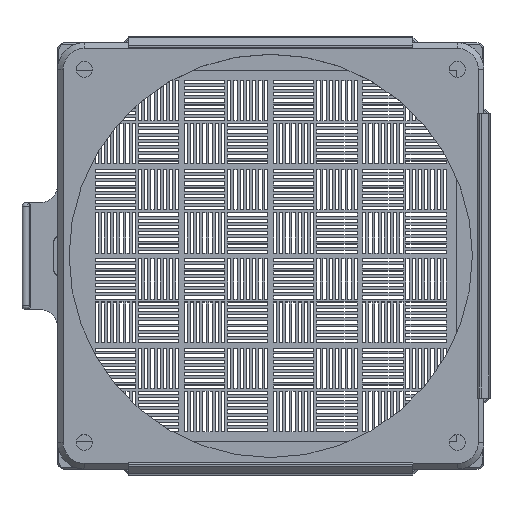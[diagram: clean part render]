
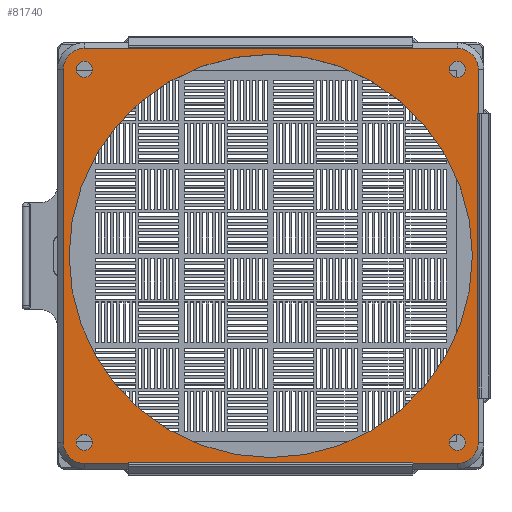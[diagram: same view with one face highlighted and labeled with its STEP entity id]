
A CAD part, top view. The second image highlights one B-rep face of the part: STEP entity #81740.
In plain terms, the highlighted planar face has unit normal (0, 0, 1).
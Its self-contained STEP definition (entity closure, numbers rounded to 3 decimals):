
#208=FACE_BOUND('',#8222,.T.);
#209=FACE_BOUND('',#8223,.T.);
#210=FACE_BOUND('',#8224,.T.);
#211=FACE_BOUND('',#8225,.T.);
#212=FACE_BOUND('',#8226,.T.);
#1395=PLANE('',#85304);
#4761=FACE_OUTER_BOUND('',#8221,.T.);
#8221=EDGE_LOOP('',(#57805,#57806,#57807,#57808,#57809,#57810,#57811,#57812));
#8222=EDGE_LOOP('',(#57813));
#8223=EDGE_LOOP('',(#57814));
#8224=EDGE_LOOP('',(#57815));
#8225=EDGE_LOOP('',(#57816));
#8226=EDGE_LOOP('',(#57817));
#12891=LINE('',#108888,#24873);
#12894=LINE('',#108896,#24876);
#12897=LINE('',#108906,#24879);
#12901=LINE('',#108917,#24883);
#24873=VECTOR('',#89430,10.);
#24876=VECTOR('',#89439,10.);
#24879=VECTOR('',#89450,10.);
#24883=VECTOR('',#89462,10.);
#36631=CIRCLE('',#85258,56.75);
#36647=CIRCLE('',#85288,5.9);
#36648=CIRCLE('',#85291,5.9);
#36650=CIRCLE('',#85295,5.9);
#36652=CIRCLE('',#85299,5.9);
#36653=CIRCLE('',#85305,2.25);
#36654=CIRCLE('',#85306,2.25);
#36655=CIRCLE('',#85307,2.25);
#36656=CIRCLE('',#85308,2.25);
#36958=VERTEX_POINT('',#108800);
#36985=VERTEX_POINT('',#108881);
#36986=VERTEX_POINT('',#108883);
#36987=VERTEX_POINT('',#108887);
#36988=VERTEX_POINT('',#108891);
#36989=VERTEX_POINT('',#108895);
#36990=VERTEX_POINT('',#108899);
#36992=VERTEX_POINT('',#108905);
#36994=VERTEX_POINT('',#108911);
#36996=VERTEX_POINT('',#108926);
#36997=VERTEX_POINT('',#108928);
#36998=VERTEX_POINT('',#108930);
#36999=VERTEX_POINT('',#108932);
#45163=EDGE_CURVE('',#36958,#36958,#36631,.T.);
#45205=EDGE_CURVE('',#36986,#36985,#36647,.T.);
#45206=EDGE_CURVE('',#36985,#36987,#12891,.T.);
#45209=EDGE_CURVE('',#36987,#36988,#36648,.T.);
#45210=EDGE_CURVE('',#36988,#36989,#12894,.T.);
#45214=EDGE_CURVE('',#36989,#36990,#36650,.T.);
#45215=EDGE_CURVE('',#36990,#36992,#12897,.T.);
#45220=EDGE_CURVE('',#36992,#36994,#36652,.T.);
#45221=EDGE_CURVE('',#36994,#36986,#12901,.T.);
#45226=EDGE_CURVE('',#36996,#36996,#36653,.T.);
#45227=EDGE_CURVE('',#36997,#36997,#36654,.T.);
#45228=EDGE_CURVE('',#36998,#36998,#36655,.T.);
#45229=EDGE_CURVE('',#36999,#36999,#36656,.T.);
#57805=ORIENTED_EDGE('',*,*,#45205,.F.);
#57806=ORIENTED_EDGE('',*,*,#45221,.F.);
#57807=ORIENTED_EDGE('',*,*,#45220,.F.);
#57808=ORIENTED_EDGE('',*,*,#45215,.F.);
#57809=ORIENTED_EDGE('',*,*,#45214,.F.);
#57810=ORIENTED_EDGE('',*,*,#45210,.F.);
#57811=ORIENTED_EDGE('',*,*,#45209,.F.);
#57812=ORIENTED_EDGE('',*,*,#45206,.F.);
#57813=ORIENTED_EDGE('',*,*,#45163,.T.);
#57814=ORIENTED_EDGE('',*,*,#45226,.T.);
#57815=ORIENTED_EDGE('',*,*,#45227,.T.);
#57816=ORIENTED_EDGE('',*,*,#45228,.T.);
#57817=ORIENTED_EDGE('',*,*,#45229,.T.);
#81740=ADVANCED_FACE('',(#4761,#208,#209,#210,#211,#212),#1395,.T.);
#85258=AXIS2_PLACEMENT_3D('',#108801,#89340,#89341);
#85288=AXIS2_PLACEMENT_3D('',#108885,#89426,#89427);
#85291=AXIS2_PLACEMENT_3D('',#108893,#89435,#89436);
#85295=AXIS2_PLACEMENT_3D('',#108903,#89446,#89447);
#85299=AXIS2_PLACEMENT_3D('',#108915,#89458,#89459);
#85304=AXIS2_PLACEMENT_3D('',#108925,#89473,#89474);
#85305=AXIS2_PLACEMENT_3D('',#108927,#89475,#89476);
#85306=AXIS2_PLACEMENT_3D('',#108929,#89477,#89478);
#85307=AXIS2_PLACEMENT_3D('',#108931,#89479,#89480);
#85308=AXIS2_PLACEMENT_3D('',#108933,#89481,#89482);
#89340=DIRECTION('center_axis',(0.,0.,-1.));
#89341=DIRECTION('ref_axis',(-1.,0.,0.));
#89426=DIRECTION('center_axis',(0.,0.,-1.));
#89427=DIRECTION('ref_axis',(0.707,-0.707,0.));
#89430=DIRECTION('',(-1.,0.,0.));
#89435=DIRECTION('center_axis',(0.,0.,-1.));
#89436=DIRECTION('ref_axis',(-0.707,-0.707,0.));
#89439=DIRECTION('',(0.,1.,0.));
#89446=DIRECTION('center_axis',(0.,0.,-1.));
#89447=DIRECTION('ref_axis',(-0.707,0.707,0.));
#89450=DIRECTION('',(1.,0.,0.));
#89458=DIRECTION('center_axis',(0.,0.,-1.));
#89459=DIRECTION('ref_axis',(0.707,0.707,0.));
#89462=DIRECTION('',(0.,-1.,0.));
#89473=DIRECTION('center_axis',(0.,0.,1.));
#89474=DIRECTION('ref_axis',(1.,0.,0.));
#89475=DIRECTION('center_axis',(0.,0.,-1.));
#89476=DIRECTION('ref_axis',(-1.,0.,0.));
#89477=DIRECTION('center_axis',(0.,0.,-1.));
#89478=DIRECTION('ref_axis',(-1.,0.,0.));
#89479=DIRECTION('center_axis',(0.,0.,-1.));
#89480=DIRECTION('ref_axis',(-1.,0.,0.));
#89481=DIRECTION('center_axis',(0.,0.,-1.));
#89482=DIRECTION('ref_axis',(-1.,0.,0.));
#108800=CARTESIAN_POINT('',(56.75,0.,37.));
#108801=CARTESIAN_POINT('Origin',(0.,0.,37.));
#108881=CARTESIAN_POINT('',(52.5,-58.4,37.));
#108883=CARTESIAN_POINT('',(58.4,-52.5,37.));
#108885=CARTESIAN_POINT('Origin',(52.5,-52.5,37.));
#108887=CARTESIAN_POINT('',(-52.5,-58.4,37.));
#108888=CARTESIAN_POINT('',(-30.,-58.4,37.));
#108891=CARTESIAN_POINT('',(-58.4,-52.5,37.));
#108893=CARTESIAN_POINT('Origin',(-52.5,-52.5,37.));
#108895=CARTESIAN_POINT('',(-58.4,52.5,37.));
#108896=CARTESIAN_POINT('',(-58.4,30.,37.));
#108899=CARTESIAN_POINT('',(-52.5,58.4,37.));
#108903=CARTESIAN_POINT('Origin',(-52.5,52.5,37.));
#108905=CARTESIAN_POINT('',(52.5,58.4,37.));
#108906=CARTESIAN_POINT('',(30.,58.4,37.));
#108911=CARTESIAN_POINT('',(58.4,52.5,37.));
#108915=CARTESIAN_POINT('Origin',(52.5,52.5,37.));
#108917=CARTESIAN_POINT('',(58.4,-30.,37.));
#108925=CARTESIAN_POINT('Origin',(0.,0.,37.));
#108926=CARTESIAN_POINT('',(-50.25,52.5,37.));
#108927=CARTESIAN_POINT('Origin',(-52.5,52.5,37.));
#108928=CARTESIAN_POINT('',(-50.25,-52.5,37.));
#108929=CARTESIAN_POINT('Origin',(-52.5,-52.5,37.));
#108930=CARTESIAN_POINT('',(54.75,52.5,37.));
#108931=CARTESIAN_POINT('Origin',(52.5,52.5,37.));
#108932=CARTESIAN_POINT('',(54.75,-52.5,37.));
#108933=CARTESIAN_POINT('Origin',(52.5,-52.5,37.));
